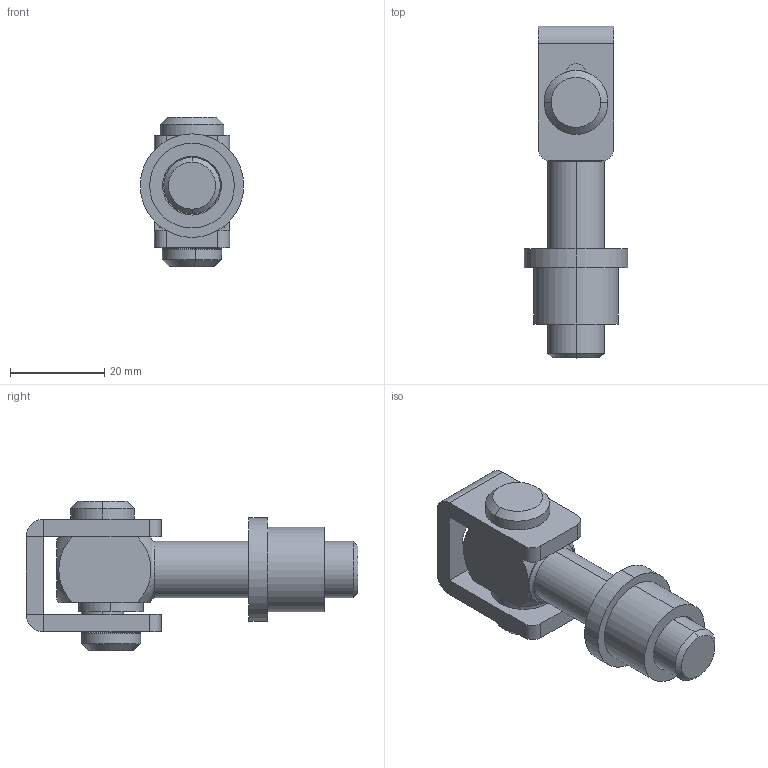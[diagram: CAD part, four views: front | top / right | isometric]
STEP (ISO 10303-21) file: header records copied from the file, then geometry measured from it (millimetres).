
FILE_DESCRIPTION (( 'STEP AP203' ), '1' );
FILE_NAME ('D8_19-M12.STEP', '2023-01-26T13:46:41', ( '' ), ( '' ), 'SwSTEP 2.0', 'SolidWorks 2019', '' );
FILE_SCHEMA (( 'CONFIG_CONTROL_DESIGN' ));
Length unit declared in the file: millimetre
Products named in the file (7): D8_19-M12; D8_19-M16.P4; D8_19-M12.P6; D8_19-M16.P1; D8_19-M16.P2; D8_19-M16.P5; D8_19-M16.P3
Assembly tree (6 placements, depth 2):
  D8_19-M12
    D8_19-M16.P1
    D8_19-M16.P2
    D8_19-M16.P3
    D8_19-M16.P5
    D8_19-M12.P6
    D8_19-M16.P4
Bounding box: 22 x 70.55 x 31.7 mm (x, y, z)
Volume: 16950.1 mm3; surface area: 10446.8 mm2
Topology: 6 solids, 6 shells, 416 faces, 1151 edges, 753 vertices
Faces by surface type: plane 323, cylinder 60, cone 21, sphere 6, bspline 4, torus 2
Entity records: 15670 total; most frequent: CARTESIAN_POINT 4894, ORIENTED_EDGE 2298, DIRECTION 1882, EDGE_CURVE 1149, LINE 782, VECTOR 782, VERTEX_POINT 753, AXIS2_PLACEMENT_3D 550
